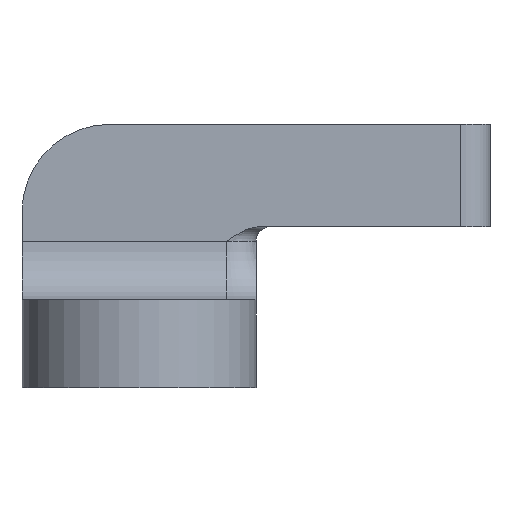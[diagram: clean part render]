
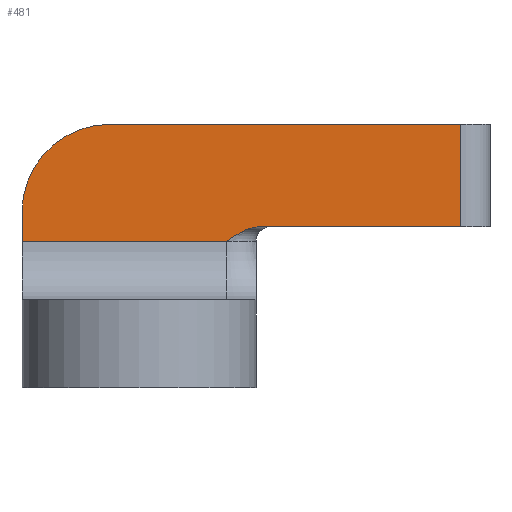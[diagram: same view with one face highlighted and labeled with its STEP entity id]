
A CAD part, left-side view. The second image highlights one B-rep face of the part: STEP entity #481.
In plain terms, the highlighted planar face has unit normal (-1, 0, 0).
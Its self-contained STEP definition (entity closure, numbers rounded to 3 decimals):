
#33=PLANE('',#546);
#40=B_SPLINE_CURVE_WITH_KNOTS('',3,(#799,#800,#801,#802,#803,#804),
 .UNSPECIFIED.,.F.,.F.,(4,2,4),(0.283,0.328,0.401),
 .UNSPECIFIED.);
#63=FACE_OUTER_BOUND('',#94,.T.);
#94=EDGE_LOOP('',(#406,#407,#408,#409,#410,#411,#412));
#105=LINE('',#720,#139);
#118=LINE('',#813,#152);
#121=LINE('',#826,#155);
#124=LINE('',#838,#158);
#132=LINE('',#855,#166);
#139=VECTOR('',#569,10.);
#152=VECTOR('',#632,10.);
#155=VECTOR('',#645,10.);
#158=VECTOR('',#658,10.);
#166=VECTOR('',#678,10.);
#192=CIRCLE('',#534,3.);
#204=VERTEX_POINT('',#717);
#205=VERTEX_POINT('',#719);
#225=VERTEX_POINT('',#798);
#228=VERTEX_POINT('',#811);
#231=VERTEX_POINT('',#819);
#232=VERTEX_POINT('',#820);
#233=VERTEX_POINT('',#825);
#248=EDGE_CURVE('',#204,#205,#105,.T.);
#276=EDGE_CURVE('',#225,#204,#40,.T.);
#281=EDGE_CURVE('',#225,#228,#118,.T.);
#284=EDGE_CURVE('',#231,#232,#192,.T.);
#287=EDGE_CURVE('',#232,#233,#121,.T.);
#294=EDGE_CURVE('',#233,#228,#124,.T.);
#302=EDGE_CURVE('',#205,#231,#132,.T.);
#406=ORIENTED_EDGE('',*,*,#248,.F.);
#407=ORIENTED_EDGE('',*,*,#276,.F.);
#408=ORIENTED_EDGE('',*,*,#281,.T.);
#409=ORIENTED_EDGE('',*,*,#294,.F.);
#410=ORIENTED_EDGE('',*,*,#287,.F.);
#411=ORIENTED_EDGE('',*,*,#284,.F.);
#412=ORIENTED_EDGE('',*,*,#302,.F.);
#481=ADVANCED_FACE('',(#63),#33,.T.);
#534=AXIS2_PLACEMENT_3D('',#821,#639,#640);
#546=AXIS2_PLACEMENT_3D('',#854,#676,#677);
#569=DIRECTION('',(0.,1.,0.));
#632=DIRECTION('',(0.,-1.,0.));
#639=DIRECTION('center_axis',(1.,0.,0.));
#640=DIRECTION('ref_axis',(0.,0.707,0.707));
#645=DIRECTION('',(0.,-1.,0.));
#658=DIRECTION('',(0.,0.,-1.));
#676=DIRECTION('center_axis',(-1.,0.,0.));
#677=DIRECTION('ref_axis',(0.,-1.,0.));
#678=DIRECTION('',(0.,0.,1.));
#717=CARTESIAN_POINT('',(-6.5,-3.,5.));
#719=CARTESIAN_POINT('',(-6.5,4.,5.));
#720=CARTESIAN_POINT('',(-6.5,2.,5.));
#798=CARTESIAN_POINT('',(-6.5,-4.118,5.5));
#799=CARTESIAN_POINT('Ctrl Pts',(-6.5,-4.118,5.5));
#800=CARTESIAN_POINT('Ctrl Pts',(-6.5,-3.97,5.5));
#801=CARTESIAN_POINT('Ctrl Pts',(-6.5,-3.798,5.456));
#802=CARTESIAN_POINT('Ctrl Pts',(-6.5,-3.438,5.306));
#803=CARTESIAN_POINT('Ctrl Pts',(-6.5,-3.198,5.14));
#804=CARTESIAN_POINT('Ctrl Pts',(-6.5,-3.,5.));
#811=CARTESIAN_POINT('',(-6.5,-11.,5.5));
#813=CARTESIAN_POINT('',(-6.5,-4.,5.5));
#819=CARTESIAN_POINT('',(-6.5,4.,6.));
#820=CARTESIAN_POINT('',(-6.5,1.,9.));
#821=CARTESIAN_POINT('Origin',(-6.5,1.,6.));
#825=CARTESIAN_POINT('',(-6.5,-11.,9.));
#826=CARTESIAN_POINT('',(-6.5,-4.,9.));
#838=CARTESIAN_POINT('',(-6.5,-11.,5.125));
#854=CARTESIAN_POINT('Origin',(-6.5,4.,3.));
#855=CARTESIAN_POINT('',(-6.5,4.,3.));
